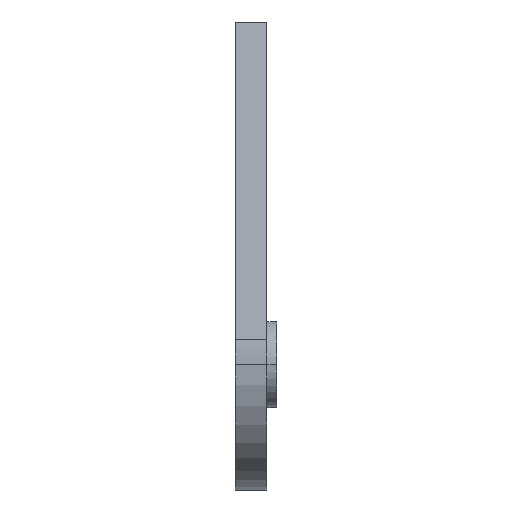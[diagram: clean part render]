
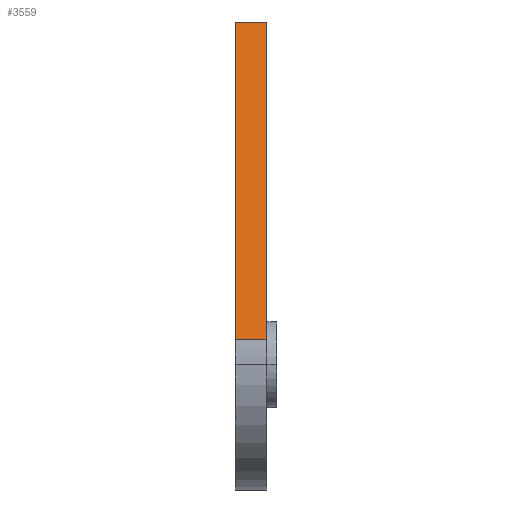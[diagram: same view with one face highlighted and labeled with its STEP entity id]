
A CAD part, top view. The second image highlights one B-rep face of the part: STEP entity #3559.
In plain terms, the highlighted planar face has unit normal (0, 0.199, 0.98).
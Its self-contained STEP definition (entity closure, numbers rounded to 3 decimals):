
#301 = CARTESIAN_POINT ( 'NONE',  ( 8., 96.316, 15. ) ) ;
#309 = CARTESIAN_POINT ( 'NONE',  ( 8., 96.316, 15. ) ) ;
#453 = VECTOR ( 'NONE', #988, 1000. ) ;
#558 = LINE ( 'NONE', #1826, #1738 ) ;
#561 = ORIENTED_EDGE ( 'NONE', *, *, #939, .F. ) ;
#864 = ORIENTED_EDGE ( 'NONE', *, *, #993, .T. ) ;
#939 = EDGE_CURVE ( 'NONE', #2137, #1646, #949, .T. ) ;
#949 = LINE ( 'NONE', #309, #3218 ) ;
#988 = DIRECTION ( 'NONE',  ( -1., 0., 0. ) ) ;
#993 = EDGE_CURVE ( 'NONE', #1718, #2520, #558, .T. ) ;
#1046 = CARTESIAN_POINT ( 'NONE',  ( 0., 96.316, 15. ) ) ;
#1201 = LINE ( 'NONE', #3181, #453 ) ;
#1253 = EDGE_LOOP ( 'NONE', ( #864, #1604, #561, #2341 ) ) ;
#1408 = FACE_OUTER_BOUND ( 'NONE', #1253, .T. ) ;
#1451 = CARTESIAN_POINT ( 'NONE',  ( 0., 15.191, 31.446 ) ) ;
#1604 = ORIENTED_EDGE ( 'NONE', *, *, #2189, .F. ) ;
#1646 = VERTEX_POINT ( 'NONE', #1836 ) ;
#1718 = VERTEX_POINT ( 'NONE', #1046 ) ;
#1738 = VECTOR ( 'NONE', #3413, 1000. ) ;
#1826 = CARTESIAN_POINT ( 'NONE',  ( 0., 96.316, 15. ) ) ;
#1836 = CARTESIAN_POINT ( 'NONE',  ( 8., 15.191, 31.446 ) ) ;
#2058 = VECTOR ( 'NONE', #2485, 1000. ) ;
#2137 = VERTEX_POINT ( 'NONE', #3573 ) ;
#2189 = EDGE_CURVE ( 'NONE', #1646, #2520, #2824, .T. ) ;
#2296 = EDGE_CURVE ( 'NONE', #2137, #1718, #1201, .T. ) ;
#2341 = ORIENTED_EDGE ( 'NONE', *, *, #2296, .T. ) ;
#2485 = DIRECTION ( 'NONE',  ( -1., 0., 0. ) ) ;
#2486 = DIRECTION ( 'NONE',  ( 0., 0.98, -0.199 ) ) ;
#2502 = DIRECTION ( 'NONE',  ( 0., -0.199, -0.98 ) ) ;
#2520 = VERTEX_POINT ( 'NONE', #1451 ) ;
#2621 = AXIS2_PLACEMENT_3D ( 'NONE', #301, #2502, #2486 ) ;
#2824 = LINE ( 'NONE', #3312, #2058 ) ;
#3181 = CARTESIAN_POINT ( 'NONE',  ( 8., 96.316, 15. ) ) ;
#3218 = VECTOR ( 'NONE', #3476, 1000. ) ;
#3312 = CARTESIAN_POINT ( 'NONE',  ( 8., 15.191, 31.446 ) ) ;
#3339 = PLANE ( 'NONE',  #2621 ) ;
#3413 = DIRECTION ( 'NONE',  ( 0., -0.98, 0.199 ) ) ;
#3476 = DIRECTION ( 'NONE',  ( 0., -0.98, 0.199 ) ) ;
#3559 = ADVANCED_FACE ( 'NONE', ( #1408 ), #3339, .F. ) ;
#3573 = CARTESIAN_POINT ( 'NONE',  ( 8., 96.316, 15. ) ) ;
